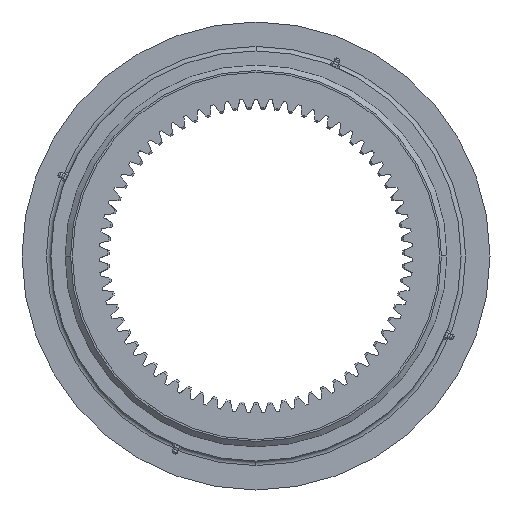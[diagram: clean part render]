
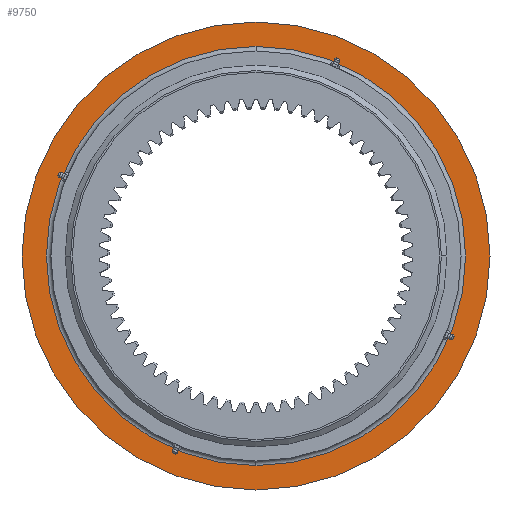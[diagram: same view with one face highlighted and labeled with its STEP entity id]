
A CAD part, front view. The second image highlights one B-rep face of the part: STEP entity #9750.
In plain terms, the highlighted planar face has unit normal (0, -1, 0).
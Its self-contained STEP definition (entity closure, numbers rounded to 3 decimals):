
#228 = DIRECTION ( 'NONE',  ( 0., 0., 1. ) ) ;
#279 = DIRECTION ( 'NONE',  ( 0., 1., 0. ) ) ;
#297 = EDGE_CURVE ( 'NONE', #12667, #9905, #17691, .T. ) ;
#306 = EDGE_CURVE ( 'NONE', #9905, #12667, #17255, .T. ) ;
#323 = CARTESIAN_POINT ( 'NONE',  ( 0., 16., 0. ) ) ;
#1451 = CARTESIAN_POINT ( 'NONE',  ( 0., 16., -232. ) ) ;
#2667 = CIRCLE ( 'NONE', #8125, 232. ) ;
#2925 = CIRCLE ( 'NONE', #17832, 232. ) ;
#3236 = EDGE_CURVE ( 'NONE', #10134, #10594, #2925, .T. ) ;
#4963 = CARTESIAN_POINT ( 'NONE',  ( 0., 16., -259. ) ) ;
#5636 = EDGE_LOOP ( 'NONE', ( #11991, #12246 ) ) ;
#6196 = CARTESIAN_POINT ( 'NONE',  ( 0., 16., 232. ) ) ;
#7013 = DIRECTION ( 'NONE',  ( 0., 0., 1. ) ) ;
#7015 = DIRECTION ( 'NONE',  ( 0., -1., 0. ) ) ;
#7037 = CARTESIAN_POINT ( 'NONE',  ( 0., 16., 227. ) ) ;
#7268 = PLANE ( 'NONE',  #12698 ) ;
#8125 = AXIS2_PLACEMENT_3D ( 'NONE', #323, #279, #228 ) ;
#8768 = EDGE_CURVE ( 'NONE', #10594, #10134, #2667, .T. ) ;
#8874 = EDGE_LOOP ( 'NONE', ( #11312, #11378 ) ) ;
#9492 = AXIS2_PLACEMENT_3D ( 'NONE', #12412, #12331, #10959 ) ;
#9750 = ADVANCED_FACE ( 'NONE', ( #17505, #13658 ), #7268, .T. ) ;
#9905 = VERTEX_POINT ( 'NONE', #4963 ) ;
#10134 = VERTEX_POINT ( 'NONE', #1451 ) ;
#10594 = VERTEX_POINT ( 'NONE', #6196 ) ;
#10959 = DIRECTION ( 'NONE',  ( 0., 0., 1. ) ) ;
#11312 = ORIENTED_EDGE ( 'NONE', *, *, #8768, .T. ) ;
#11378 = ORIENTED_EDGE ( 'NONE', *, *, #3236, .T. ) ;
#11991 = ORIENTED_EDGE ( 'NONE', *, *, #297, .T. ) ;
#12246 = ORIENTED_EDGE ( 'NONE', *, *, #306, .T. ) ;
#12331 = DIRECTION ( 'NONE',  ( 0., -1., 0. ) ) ;
#12376 = AXIS2_PLACEMENT_3D ( 'NONE', #14422, #14397, #14332 ) ;
#12412 = CARTESIAN_POINT ( 'NONE',  ( 0., 16., 0. ) ) ;
#12667 = VERTEX_POINT ( 'NONE', #14748 ) ;
#12698 = AXIS2_PLACEMENT_3D ( 'NONE', #7037, #7015, #7013 ) ;
#13658 = FACE_OUTER_BOUND ( 'NONE', #5636, .T. ) ;
#14332 = DIRECTION ( 'NONE',  ( 0., 0., 1. ) ) ;
#14397 = DIRECTION ( 'NONE',  ( 0., -1., 0. ) ) ;
#14422 = CARTESIAN_POINT ( 'NONE',  ( 0., 16., 0. ) ) ;
#14748 = CARTESIAN_POINT ( 'NONE',  ( 0., 16., 259. ) ) ;
#15748 = DIRECTION ( 'NONE',  ( 0., 0., 1. ) ) ;
#15800 = CARTESIAN_POINT ( 'NONE',  ( 0., 16., 0. ) ) ;
#15879 = DIRECTION ( 'NONE',  ( 0., 1., 0. ) ) ;
#17255 = CIRCLE ( 'NONE', #12376, 259. ) ;
#17505 = FACE_BOUND ( 'NONE', #8874, .T. ) ;
#17691 = CIRCLE ( 'NONE', #9492, 259. ) ;
#17832 = AXIS2_PLACEMENT_3D ( 'NONE', #15800, #15879, #15748 ) ;
